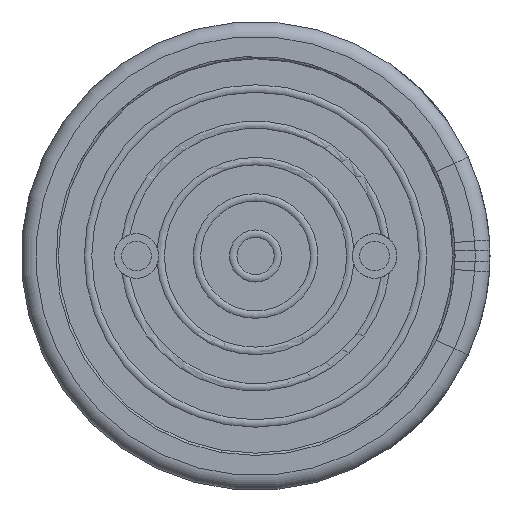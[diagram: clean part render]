
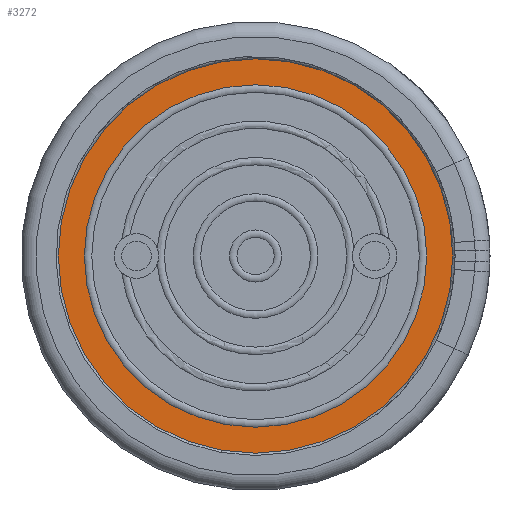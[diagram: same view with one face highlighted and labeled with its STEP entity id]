
A CAD part, front view. The second image highlights one B-rep face of the part: STEP entity #3272.
In plain terms, the highlighted planar face has unit normal (0, -1, 0).
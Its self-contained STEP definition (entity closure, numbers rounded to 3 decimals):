
#69=FACE_BOUND('',#508,.T.);
#231=PLANE('',#3648);
#356=FACE_OUTER_BOUND('',#507,.T.);
#507=EDGE_LOOP('',(#2960,#2961));
#508=EDGE_LOOP('',(#2962,#2963));
#993=CIRCLE('',#3571,2.65);
#994=CIRCLE('',#3572,2.65);
#1019=CIRCLE('',#3604,2.3);
#1020=CIRCLE('',#3605,2.3);
#1408=VERTEX_POINT('',#6213);
#1409=VERTEX_POINT('',#6215);
#1430=VERTEX_POINT('',#6277);
#1431=VERTEX_POINT('',#6278);
#1887=EDGE_CURVE('',#1408,#1409,#993,.T.);
#1888=EDGE_CURVE('',#1409,#1408,#994,.T.);
#1921=EDGE_CURVE('',#1430,#1431,#1019,.T.);
#1922=EDGE_CURVE('',#1431,#1430,#1020,.T.);
#2960=ORIENTED_EDGE('',*,*,#1888,.F.);
#2961=ORIENTED_EDGE('',*,*,#1887,.F.);
#2962=ORIENTED_EDGE('',*,*,#1921,.T.);
#2963=ORIENTED_EDGE('',*,*,#1922,.T.);
#3272=ADVANCED_FACE('',(#356,#69),#231,.T.);
#3571=AXIS2_PLACEMENT_3D('',#6216,#4340,#4341);
#3572=AXIS2_PLACEMENT_3D('',#6217,#4342,#4343);
#3604=AXIS2_PLACEMENT_3D('',#6279,#4414,#4415);
#3605=AXIS2_PLACEMENT_3D('',#6280,#4416,#4417);
#3648=AXIS2_PLACEMENT_3D('',#6353,#4512,#4513);
#4340=DIRECTION('center_axis',(0.,1.,0.));
#4341=DIRECTION('ref_axis',(1.,0.,0.));
#4342=DIRECTION('center_axis',(0.,1.,0.));
#4343=DIRECTION('ref_axis',(1.,0.,0.));
#4414=DIRECTION('center_axis',(0.,1.,0.));
#4415=DIRECTION('ref_axis',(-1.,0.,0.));
#4416=DIRECTION('center_axis',(0.,1.,0.));
#4417=DIRECTION('ref_axis',(-1.,0.,0.));
#4512=DIRECTION('center_axis',(0.,-1.,0.));
#4513=DIRECTION('ref_axis',(0.,0.,-1.));
#6213=CARTESIAN_POINT('',(-2.65,0.1,0.));
#6215=CARTESIAN_POINT('',(2.65,0.1,0.));
#6216=CARTESIAN_POINT('Origin',(0.,0.1,0.));
#6217=CARTESIAN_POINT('Origin',(0.,0.1,0.));
#6277=CARTESIAN_POINT('',(-2.3,0.1,0.));
#6278=CARTESIAN_POINT('',(2.3,0.1,0.));
#6279=CARTESIAN_POINT('Origin',(0.,0.1,0.));
#6280=CARTESIAN_POINT('Origin',(0.,0.1,0.));
#6353=CARTESIAN_POINT('Origin',(0.,0.1,0.));
